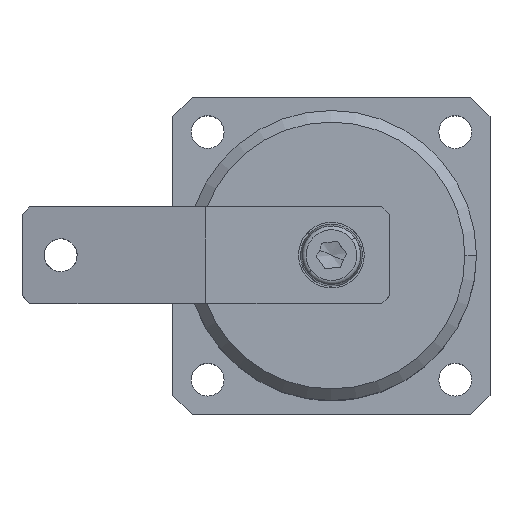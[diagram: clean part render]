
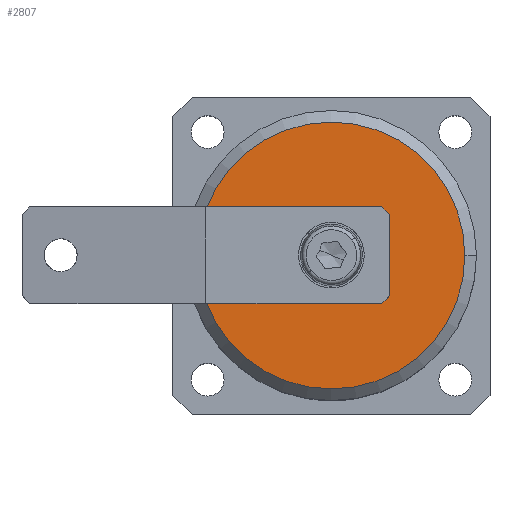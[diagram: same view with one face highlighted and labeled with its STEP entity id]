
A CAD part, top view. The second image highlights one B-rep face of the part: STEP entity #2807.
In plain terms, the highlighted planar face has unit normal (0, 0, 1).
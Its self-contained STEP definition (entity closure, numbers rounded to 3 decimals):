
#43 = AXIS2_PLACEMENT_3D ( 'NONE', #1680, #1682, #1684 ) ;
#51 = AXIS2_PLACEMENT_3D ( 'NONE', #1823, #1824, #1826 ) ;
#76 = AXIS2_PLACEMENT_3D ( 'NONE', #2548, #2549, #2550 ) ;
#77 = AXIS2_PLACEMENT_3D ( 'NONE', #2551, #2552, #2553 ) ;
#1331 = EDGE_LOOP ( 'NONE', ( #5036, #5035 ) ) ;
#1345 = EDGE_LOOP ( 'NONE', ( #5034, #5033 ) ) ;
#1516 = CARTESIAN_POINT ( 'NONE',  ( 34.5, 0., 86.5 ) ) ;
#1556 = CARTESIAN_POINT ( 'NONE',  ( -34.5, 0., 86.5 ) ) ;
#1579 = CARTESIAN_POINT ( 'NONE',  ( -10., 0., 86.5 ) ) ;
#1585 = CARTESIAN_POINT ( 'NONE',  ( 10., 0., 86.5 ) ) ;
#1680 = CARTESIAN_POINT ( 'NONE',  ( 0., 0., 86.5 ) ) ;
#1682 = DIRECTION ( 'NONE',  ( 0., 0., 1. ) ) ;
#1684 = DIRECTION ( 'NONE',  ( 1., 0., 0. ) ) ;
#1823 = CARTESIAN_POINT ( 'NONE',  ( 0., 0., 86.5 ) ) ;
#1824 = DIRECTION ( 'NONE',  ( 0., 0., 1. ) ) ;
#1826 = DIRECTION ( 'NONE',  ( 1., 0., 0. ) ) ;
#2548 = CARTESIAN_POINT ( 'NONE',  ( 0., 0., 86.5 ) ) ;
#2549 = DIRECTION ( 'NONE',  ( 0., 0., 1. ) ) ;
#2550 = DIRECTION ( 'NONE',  ( 1., 0., 0. ) ) ;
#2551 = CARTESIAN_POINT ( 'NONE',  ( 0., 0., 86.5 ) ) ;
#2552 = DIRECTION ( 'NONE',  ( 0., 0., 1. ) ) ;
#2553 = DIRECTION ( 'NONE',  ( 1., 0., 0. ) ) ;
#2807 = ADVANCED_FACE ( 'NONE', ( #3647, #3654 ), #4970, .T. ) ;
#3647 = FACE_OUTER_BOUND ( 'NONE', #1331, .T. ) ;
#3654 = FACE_BOUND ( 'NONE', #1345, .T. ) ;
#3806 = CIRCLE ( 'NONE', #43, 34.5 ) ;
#3933 = CIRCLE ( 'NONE', #51, 10. ) ;
#4024 = CIRCLE ( 'NONE', #76, 34.5 ) ;
#4026 = CIRCLE ( 'NONE', #77, 10. ) ;
#4250 = VERTEX_POINT ( 'NONE', #1516 ) ;
#4273 = VERTEX_POINT ( 'NONE', #1556 ) ;
#4288 = VERTEX_POINT ( 'NONE', #1579 ) ;
#4293 = VERTEX_POINT ( 'NONE', #1585 ) ;
#4476 = EDGE_CURVE ( 'NONE', #4250, #4273, #3806, .T. ) ;
#4502 = EDGE_CURVE ( 'NONE', #4288, #4293, #3933, .T. ) ;
#4573 = AXIS2_PLACEMENT_3D ( 'NONE', #4975, #4966, #4963 ) ;
#4963 = DIRECTION ( 'NONE',  ( 1., 0., 0. ) ) ;
#4966 = DIRECTION ( 'NONE',  ( 0., 0., 1. ) ) ;
#4970 = PLANE ( 'NONE',  #4573 ) ;
#4975 = CARTESIAN_POINT ( 'NONE',  ( 0., 0., 86.5 ) ) ;
#5033 = ORIENTED_EDGE ( 'NONE', *, *, #4502, .F. ) ;
#5034 = ORIENTED_EDGE ( 'NONE', *, *, #5332, .F. ) ;
#5035 = ORIENTED_EDGE ( 'NONE', *, *, #4476, .T. ) ;
#5036 = ORIENTED_EDGE ( 'NONE', *, *, #5331, .T. ) ;
#5331 = EDGE_CURVE ( 'NONE', #4273, #4250, #4024, .T. ) ;
#5332 = EDGE_CURVE ( 'NONE', #4293, #4288, #4026, .T. ) ;
